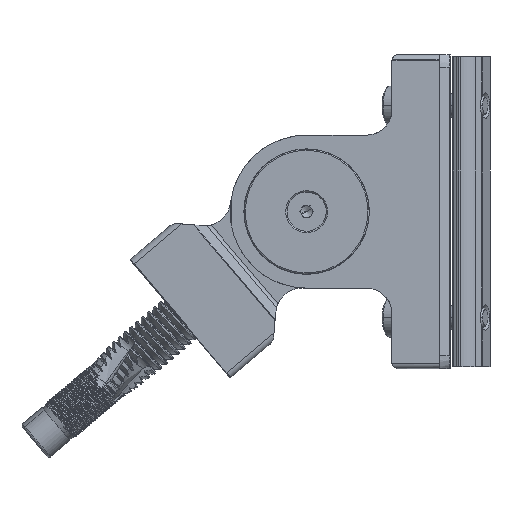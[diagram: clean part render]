
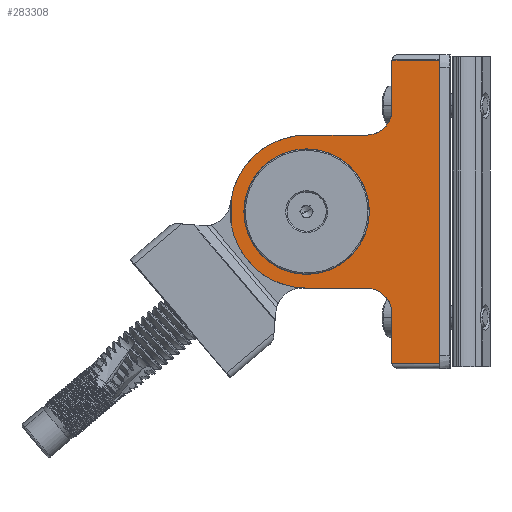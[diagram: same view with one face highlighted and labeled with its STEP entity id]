
A CAD part, left-side view. The second image highlights one B-rep face of the part: STEP entity #283308.
In plain terms, the highlighted planar face has unit normal (-1, 0, 0).
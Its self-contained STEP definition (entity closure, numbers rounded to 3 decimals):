
#1868 = AXIS2_PLACEMENT_3D ( 'NONE', #59359, #350617, #19669 ) ;
#5929 = EDGE_CURVE ( 'NONE', #88197, #429897, #264842, .T. ) ;
#9128 = CARTESIAN_POINT ( 'NONE',  ( -61.81, -22.357, 54.59 ) ) ;
#10411 = DIRECTION ( 'NONE',  ( 0., 0., 1. ) ) ;
#15179 = DIRECTION ( 'NONE',  ( 0., 0., -1. ) ) ;
#19669 = DIRECTION ( 'NONE',  ( 0., 0., 1. ) ) ;
#19803 = AXIS2_PLACEMENT_3D ( 'NONE', #310251, #191038, #320623 ) ;
#25310 = ORIENTED_EDGE ( 'NONE', *, *, #478828, .F. ) ;
#26120 = CARTESIAN_POINT ( 'NONE',  ( -61.81, -34.357, -12.41 ) ) ;
#32132 = CARTESIAN_POINT ( 'NONE',  ( -61.81, 18.643, -12.41 ) ) ;
#32703 = DIRECTION ( 'NONE',  ( 1., 0., 0. ) ) ;
#35346 = ORIENTED_EDGE ( 'NONE', *, *, #164077, .F. ) ;
#44593 = ORIENTED_EDGE ( 'NONE', *, *, #239531, .F. ) ;
#58915 = CARTESIAN_POINT ( 'NONE',  ( -61.81, -0.607, 48.09 ) ) ;
#59082 = EDGE_CURVE ( 'NONE', #212567, #91497, #147924, .T. ) ;
#59359 = CARTESIAN_POINT ( 'NONE',  ( -61.81, -23.857, 67.09 ) ) ;
#61590 = EDGE_LOOP ( 'NONE', ( #360519, #436368 ) ) ;
#64190 = LINE ( 'NONE', #58915, #236961 ) ;
#68369 = DIRECTION ( 'NONE',  ( 0., 0., 1. ) ) ;
#68913 = VERTEX_POINT ( 'NONE', #85715 ) ;
#69650 = ORIENTED_EDGE ( 'NONE', *, *, #447219, .F. ) ;
#73660 = CARTESIAN_POINT ( 'NONE',  ( -61.81, -34.357, 67.221 ) ) ;
#76812 = DIRECTION ( 'NONE',  ( 1., 0., 0. ) ) ;
#85715 = CARTESIAN_POINT ( 'NONE',  ( -61.81, -0.607, 48.09 ) ) ;
#87927 = VECTOR ( 'NONE', #279237, 1000. ) ;
#88006 = ORIENTED_EDGE ( 'NONE', *, *, #133080, .F. ) ;
#88197 = VERTEX_POINT ( 'NONE', #194828 ) ;
#91497 = VERTEX_POINT ( 'NONE', #175980 ) ;
#96100 = EDGE_CURVE ( 'NONE', #91497, #264082, #227372, .T. ) ;
#96212 = VERTEX_POINT ( 'NONE', #309458 ) ;
#108118 = CARTESIAN_POINT ( 'NONE',  ( -61.81, -0.607, 28.59 ) ) ;
#108207 = CARTESIAN_POINT ( 'NONE',  ( -61.81, -22.257, -10.041 ) ) ;
#111557 = PLANE ( 'NONE',  #486822 ) ;
#112484 = CARTESIAN_POINT ( 'NONE',  ( -61.81, -0.607, 9.09 ) ) ;
#120818 = CARTESIAN_POINT ( 'NONE',  ( -61.81, -22.363, 67.221 ) ) ;
#121015 = CARTESIAN_POINT ( 'NONE',  ( -61.81, -15.857, 54.59 ) ) ;
#122467 = EDGE_CURVE ( 'NONE', #154000, #142423, #128805, .T. ) ;
#128805 = CIRCLE ( 'NONE', #1868, 1.5 ) ;
#128806 = CIRCLE ( 'NONE', #331474, 19.5 ) ;
#129617 = DIRECTION ( 'NONE',  ( 0., -1., 0. ) ) ;
#132216 = CARTESIAN_POINT ( 'NONE',  ( -61.81, -22.257, 67.221 ) ) ;
#133080 = EDGE_CURVE ( 'NONE', #339124, #447924, #440813, .T. ) ;
#133918 = ORIENTED_EDGE ( 'NONE', *, *, #399957, .F. ) ;
#136377 = VECTOR ( 'NONE', #235245, 1000. ) ;
#138267 = DIRECTION ( 'NONE',  ( 0., 0., 1. ) ) ;
#141019 = DIRECTION ( 'NONE',  ( 0., -1., 0. ) ) ;
#142423 = VERTEX_POINT ( 'NONE', #120818 ) ;
#147924 = LINE ( 'NONE', #108207, #136377 ) ;
#154000 = VERTEX_POINT ( 'NONE', #431333 ) ;
#154545 = CARTESIAN_POINT ( 'NONE',  ( -61.81, -22.363, -10.041 ) ) ;
#164077 = EDGE_CURVE ( 'NONE', #142423, #264082, #455393, .T. ) ;
#175980 = CARTESIAN_POINT ( 'NONE',  ( -61.81, -34.357, -10.041 ) ) ;
#191038 = DIRECTION ( 'NONE',  ( 1., 0., 0. ) ) ;
#194828 = CARTESIAN_POINT ( 'NONE',  ( -61.81, -0.607, 12.591 ) ) ;
#209860 = ORIENTED_EDGE ( 'NONE', *, *, #518315, .F. ) ;
#212567 = VERTEX_POINT ( 'NONE', #154545 ) ;
#220376 = LINE ( 'NONE', #379329, #318412 ) ;
#220437 = DIRECTION ( 'NONE',  ( 0., 0., 1. ) ) ;
#227372 = LINE ( 'NONE', #26120, #301506 ) ;
#229716 = ORIENTED_EDGE ( 'NONE', *, *, #319655, .F. ) ;
#235245 = DIRECTION ( 'NONE',  ( 0., -1., 0. ) ) ;
#236961 = VECTOR ( 'NONE', #141019, 1000. ) ;
#238569 = DIRECTION ( 'NONE',  ( -1., 0., 0. ) ) ;
#239531 = EDGE_CURVE ( 'NONE', #475343, #339124, #284977, .T. ) ;
#243829 = EDGE_CURVE ( 'NONE', #429897, #88197, #404491, .T. ) ;
#247939 = CARTESIAN_POINT ( 'NONE',  ( -61.81, -0.607, 28.59 ) ) ;
#260206 = LINE ( 'NONE', #313061, #436230 ) ;
#264082 = VERTEX_POINT ( 'NONE', #73660 ) ;
#264842 = CIRCLE ( 'NONE', #19803, 15.999 ) ;
#267884 = CARTESIAN_POINT ( 'NONE',  ( -61.81, -15.857, 9.09 ) ) ;
#278313 = FACE_OUTER_BOUND ( 'NONE', #436743, .T. ) ;
#279237 = DIRECTION ( 'NONE',  ( 0., 1., 0. ) ) ;
#280891 = FACE_BOUND ( 'NONE', #61590, .T. ) ;
#282503 = AXIS2_PLACEMENT_3D ( 'NONE', #512155, #32703, #435274 ) ;
#283308 = ADVANCED_FACE ( 'NONE', ( #280891, #278313 ), #111557, .T. ) ;
#284977 = CIRCLE ( 'NONE', #420334, 6.5 ) ;
#285972 = LINE ( 'NONE', #447572, #429702 ) ;
#301127 = DIRECTION ( 'NONE',  ( -1., 0., 0. ) ) ;
#301506 = VECTOR ( 'NONE', #354408, 1000. ) ;
#309458 = CARTESIAN_POINT ( 'NONE',  ( -61.81, -15.857, 48.09 ) ) ;
#310251 = CARTESIAN_POINT ( 'NONE',  ( -61.81, -0.607, 28.59 ) ) ;
#313061 = CARTESIAN_POINT ( 'NONE',  ( -61.81, -22.357, 54.59 ) ) ;
#315016 = ORIENTED_EDGE ( 'NONE', *, *, #386888, .F. ) ;
#318412 = VECTOR ( 'NONE', #138267, 1000. ) ;
#319655 = EDGE_CURVE ( 'NONE', #96212, #521115, #501616, .T. ) ;
#320623 = DIRECTION ( 'NONE',  ( 0., -1., 0. ) ) ;
#322455 = CARTESIAN_POINT ( 'NONE',  ( -61.81, -0.607, 9.09 ) ) ;
#331474 = AXIS2_PLACEMENT_3D ( 'NONE', #108118, #428651, #68369 ) ;
#339124 = VERTEX_POINT ( 'NONE', #267884 ) ;
#350617 = DIRECTION ( 'NONE',  ( 1., 0., 0. ) ) ;
#354408 = DIRECTION ( 'NONE',  ( 0., 0., 1. ) ) ;
#360376 = DIRECTION ( 'NONE',  ( 0., -1., 0. ) ) ;
#360519 = ORIENTED_EDGE ( 'NONE', *, *, #243829, .T. ) ;
#364012 = EDGE_CURVE ( 'NONE', #68913, #96212, #64190, .T. ) ;
#364656 = DIRECTION ( 'NONE',  ( 0., 0., 1. ) ) ;
#366217 = AXIS2_PLACEMENT_3D ( 'NONE', #121015, #409628, #364656 ) ;
#371938 = VECTOR ( 'NONE', #129617, 1000. ) ;
#372936 = ORIENTED_EDGE ( 'NONE', *, *, #59082, .T. ) ;
#374949 = DIRECTION ( 'NONE',  ( 0., 0., 1. ) ) ;
#377993 = CARTESIAN_POINT ( 'NONE',  ( -61.81, -15.857, 2.59 ) ) ;
#379329 = CARTESIAN_POINT ( 'NONE',  ( -61.81, 18.643, -12.41 ) ) ;
#386888 = EDGE_CURVE ( 'NONE', #212567, #430354, #426252, .T. ) ;
#387491 = AXIS2_PLACEMENT_3D ( 'NONE', #479507, #76812, #397376 ) ;
#392039 = VERTEX_POINT ( 'NONE', #416441 ) ;
#392319 = CARTESIAN_POINT ( 'NONE',  ( -61.81, -22.357, -9.91 ) ) ;
#396743 = CARTESIAN_POINT ( 'NONE',  ( -61.81, -22.357, 2.59 ) ) ;
#397376 = DIRECTION ( 'NONE',  ( 0., -1., 0. ) ) ;
#399957 = EDGE_CURVE ( 'NONE', #515903, #392039, #220376, .T. ) ;
#404491 = CIRCLE ( 'NONE', #387491, 15.999 ) ;
#409628 = DIRECTION ( 'NONE',  ( -1., 0., 0. ) ) ;
#416441 = CARTESIAN_POINT ( 'NONE',  ( -61.81, 18.643, 31.702 ) ) ;
#417157 = CARTESIAN_POINT ( 'NONE',  ( -61.81, 18.643, 25.477 ) ) ;
#420334 = AXIS2_PLACEMENT_3D ( 'NONE', #377993, #301127, #15179 ) ;
#426252 = CIRCLE ( 'NONE', #282503, 1.5 ) ;
#428651 = DIRECTION ( 'NONE',  ( 1., 0., 0. ) ) ;
#429702 = VECTOR ( 'NONE', #10411, 1000. ) ;
#429897 = VERTEX_POINT ( 'NONE', #489852 ) ;
#430136 = CIRCLE ( 'NONE', #480836, 19.5 ) ;
#430354 = VERTEX_POINT ( 'NONE', #392319 ) ;
#431333 = CARTESIAN_POINT ( 'NONE',  ( -61.81, -22.357, 67.09 ) ) ;
#435274 = DIRECTION ( 'NONE',  ( 0., 0., -1. ) ) ;
#436230 = VECTOR ( 'NONE', #220437, 1000. ) ;
#436368 = ORIENTED_EDGE ( 'NONE', *, *, #5929, .T. ) ;
#436743 = EDGE_LOOP ( 'NONE', ( #498304, #442717, #229716, #470237, #25310, #133918, #69650, #88006, #44593, #209860, #315016, #372936, #446717, #35346 ) ) ;
#440813 = LINE ( 'NONE', #112484, #87927 ) ;
#442717 = ORIENTED_EDGE ( 'NONE', *, *, #468738, .F. ) ;
#446717 = ORIENTED_EDGE ( 'NONE', *, *, #96100, .T. ) ;
#447219 = EDGE_CURVE ( 'NONE', #447924, #515903, #128806, .T. ) ;
#447572 = CARTESIAN_POINT ( 'NONE',  ( -61.81, -22.357, 2.59 ) ) ;
#447924 = VERTEX_POINT ( 'NONE', #322455 ) ;
#455393 = LINE ( 'NONE', #132216, #371938 ) ;
#468738 = EDGE_CURVE ( 'NONE', #521115, #154000, #260206, .T. ) ;
#470237 = ORIENTED_EDGE ( 'NONE', *, *, #364012, .F. ) ;
#475343 = VERTEX_POINT ( 'NONE', #396743 ) ;
#478828 = EDGE_CURVE ( 'NONE', #392039, #68913, #430136, .T. ) ;
#479507 = CARTESIAN_POINT ( 'NONE',  ( -61.81, -0.607, 28.59 ) ) ;
#480836 = AXIS2_PLACEMENT_3D ( 'NONE', #247939, #496840, #374949 ) ;
#486822 = AXIS2_PLACEMENT_3D ( 'NONE', #32132, #238569, #360376 ) ;
#489852 = CARTESIAN_POINT ( 'NONE',  ( -61.81, -0.607, 44.589 ) ) ;
#496840 = DIRECTION ( 'NONE',  ( 1., 0., 0. ) ) ;
#498304 = ORIENTED_EDGE ( 'NONE', *, *, #122467, .F. ) ;
#501616 = CIRCLE ( 'NONE', #366217, 6.5 ) ;
#512155 = CARTESIAN_POINT ( 'NONE',  ( -61.81, -23.857, -9.91 ) ) ;
#515903 = VERTEX_POINT ( 'NONE', #417157 ) ;
#518315 = EDGE_CURVE ( 'NONE', #430354, #475343, #285972, .T. ) ;
#521115 = VERTEX_POINT ( 'NONE', #9128 ) ;
